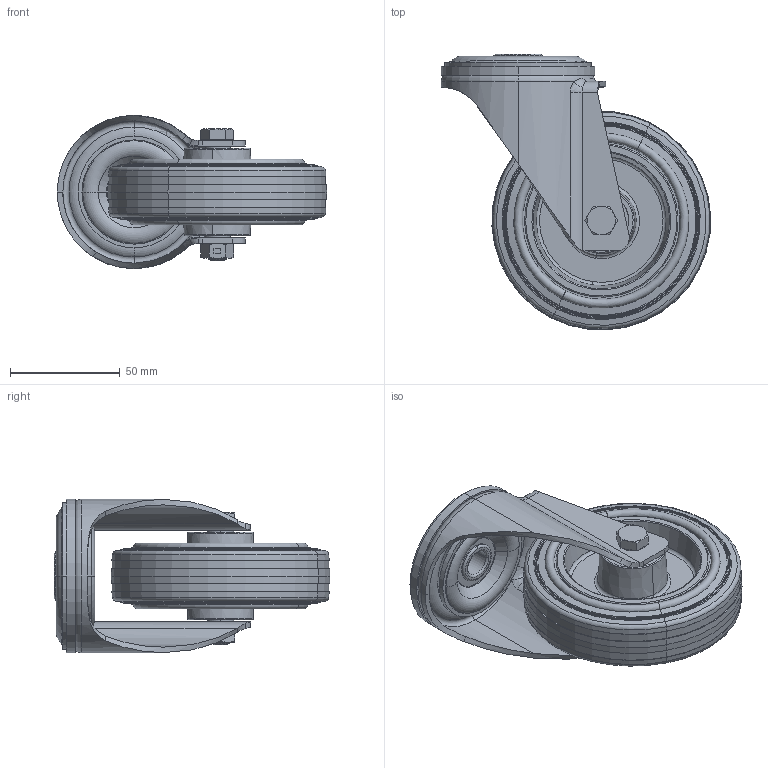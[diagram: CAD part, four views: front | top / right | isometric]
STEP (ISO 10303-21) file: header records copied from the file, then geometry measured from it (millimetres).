
FILE_DESCRIPTION (( 'STEP AP214' ), '1' );
FILE_NAME ('0056366.step', '2023-11-16T09:54:53', ( '' ), ( '' ), 'SwSTEP 2.0', 'SolidWorks 2020', '' );
FILE_SCHEMA (( 'AUTOMOTIVE_DESIGN' ));
Length unit declared in the file: millimetre
Products named in the file (1): 0056366
Bounding box: 122.92 x 125.92 x 70 mm (x, y, z)
Volume: 213410 mm3; surface area: 97720.2 mm2
Topology: 10 solids, 11 shells, 388 faces, 814 edges, 473 vertices
Faces by surface type: torus 106, cylinder 89, cone 88, plane 87, bspline 18
Entity records: 16544 total; most frequent: CARTESIAN_POINT 3744, DIRECTION 1927, ORIENTED_EDGE 1628, AXIS2_PLACEMENT_3D 849, EDGE_CURVE 814, CIRCLE 478, VERTEX_POINT 473, EDGE_LOOP 437
